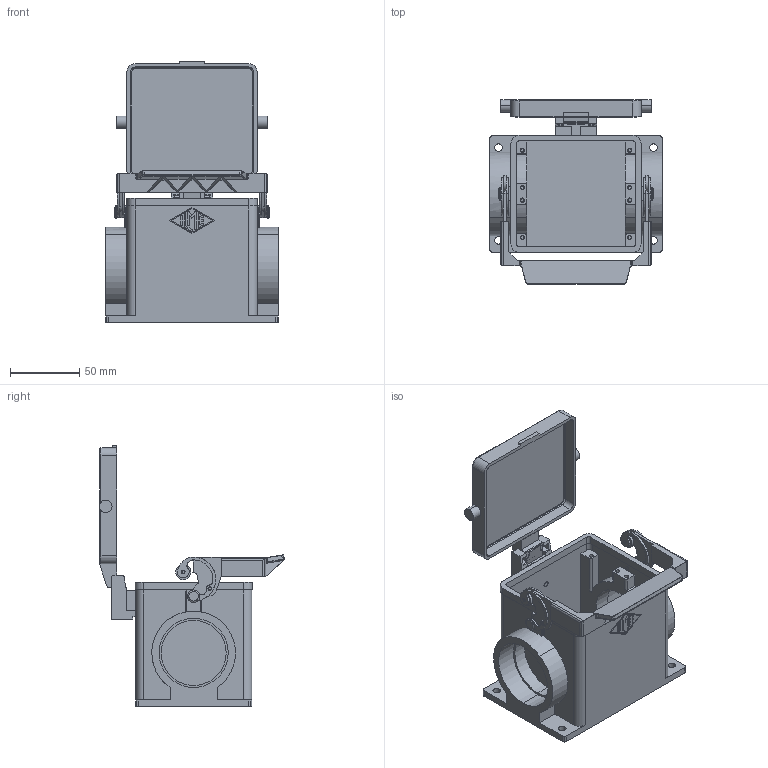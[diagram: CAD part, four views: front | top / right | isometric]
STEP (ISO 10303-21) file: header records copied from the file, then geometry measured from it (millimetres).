
FILE_DESCRIPTION((''),'2;1');
FILE_NAME('MHP 32 LS250.stp','2006-12-19T14:09:48',('gembarski'),(''),'Autodesk Inventor 7','Autodesk Inventor 7','');
FILE_SCHEMA(('AUTOMOTIVE_DESIGN { 1 0 10303 214 1 1 1 1 }'));
Length unit declared in the file: millimetre
Products named in the file (1): MHP 32 LS250
Bounding box: 125 x 133.59 x 189.2 mm (x, y, z)
Volume: 282554.1 mm3; surface area: 135373.1 mm2
Topology: 6 solids, 6 shells, 657 faces, 1743 edges, 1136 vertices
Faces by surface type: plane 259, cylinder 204, bspline 172, torus 16, cone 6
Entity records: 23949 total; most frequent: CARTESIAN_POINT 7567, ORIENTED_EDGE 3498, DIRECTION 3369, EDGE_CURVE 1749, AXIS2_PLACEMENT_3D 1190, VERTEX_POINT 1136, VECTOR 989, LINE 989
